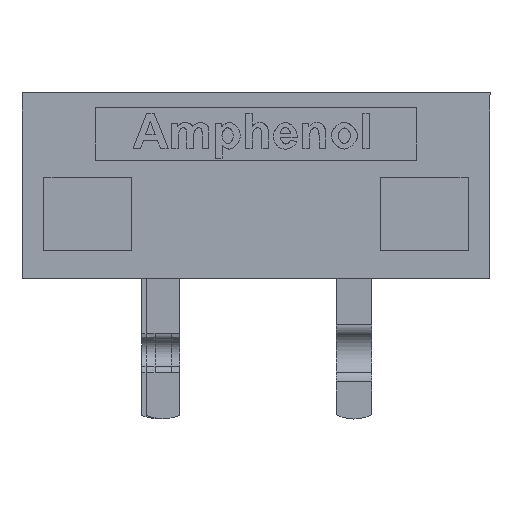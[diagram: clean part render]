
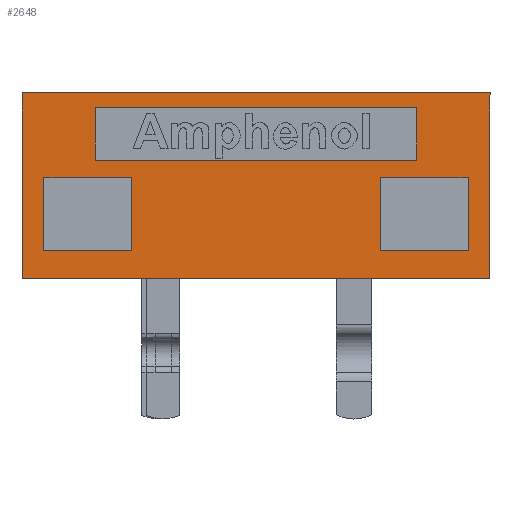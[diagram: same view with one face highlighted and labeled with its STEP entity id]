
A CAD part, left-side view. The second image highlights one B-rep face of the part: STEP entity #2648.
In plain terms, the highlighted face is planar.
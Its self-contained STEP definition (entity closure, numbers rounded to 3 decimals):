
#114 = CARTESIAN_POINT ( 'NONE',  ( -9.59, -1.269, 4.05 ) ) ;
#348 = CARTESIAN_POINT ( 'NONE',  ( 3.16, -1.269, 3.45 ) ) ;
#412 = VECTOR ( 'NONE', #10652, 1000. ) ;
#555 = CARTESIAN_POINT ( 'NONE',  ( 3.91, -1.269, 0. ) ) ;
#936 = EDGE_LOOP ( 'NONE', ( #14894, #10133, #3346, #14212 ) ) ;
#1236 = LINE ( 'NONE', #5071, #5566 ) ;
#1289 = VECTOR ( 'NONE', #9389, 1000. ) ;
#1303 = LINE ( 'NONE', #12768, #11312 ) ;
#1466 = VECTOR ( 'NONE', #6081, 1000. ) ;
#1520 = VERTEX_POINT ( 'NONE', #11301 ) ;
#1704 = EDGE_CURVE ( 'NONE', #14003, #3774, #15657, .T. ) ;
#1829 = CARTESIAN_POINT ( 'NONE',  ( 3.16, -1.269, 0.95 ) ) ;
#2028 = ORIENTED_EDGE ( 'NONE', *, *, #15542, .F. ) ;
#2051 = DIRECTION ( 'NONE',  ( 0., 0., -1. ) ) ;
#2083 = EDGE_CURVE ( 'NONE', #2663, #14566, #13242, .T. ) ;
#2093 = DIRECTION ( 'NONE',  ( 0., 0., 1. ) ) ;
#2490 = CARTESIAN_POINT ( 'NONE',  ( -11.34, -1.269, 3.45 ) ) ;
#2587 = DIRECTION ( 'NONE',  ( -1., 0., 0. ) ) ;
#2636 = EDGE_CURVE ( 'NONE', #11406, #14003, #14817, .T. ) ;
#2648 = ADVANCED_FACE ( 'NONE', ( #9973, #3457, #6093, #13715 ), #15083, .T. ) ;
#2663 = VERTEX_POINT ( 'NONE', #4649 ) ;
#2889 = ORIENTED_EDGE ( 'NONE', *, *, #13403, .T. ) ;
#2928 = EDGE_CURVE ( 'NONE', #7301, #11406, #16071, .T. ) ;
#3125 = VERTEX_POINT ( 'NONE', #2490 ) ;
#3191 = ORIENTED_EDGE ( 'NONE', *, *, #13256, .T. ) ;
#3205 = CARTESIAN_POINT ( 'NONE',  ( 1.41, -1.269, 4.05 ) ) ;
#3208 = CARTESIAN_POINT ( 'NONE',  ( -12.09, -1.269, 0. ) ) ;
#3220 = ORIENTED_EDGE ( 'NONE', *, *, #2636, .T. ) ;
#3287 = VERTEX_POINT ( 'NONE', #4501 ) ;
#3346 = ORIENTED_EDGE ( 'NONE', *, *, #12286, .T. ) ;
#3457 = FACE_BOUND ( 'NONE', #5089, .T. ) ;
#3616 = VECTOR ( 'NONE', #2051, 1000. ) ;
#3631 = DIRECTION ( 'NONE',  ( -1., 0., 0. ) ) ;
#3646 = ORIENTED_EDGE ( 'NONE', *, *, #7531, .T. ) ;
#3768 = ORIENTED_EDGE ( 'NONE', *, *, #13618, .T. ) ;
#3774 = VERTEX_POINT ( 'NONE', #8290 ) ;
#3847 = DIRECTION ( 'NONE',  ( 0., 0., -1. ) ) ;
#3893 = EDGE_CURVE ( 'NONE', #15250, #8686, #15173, .T. ) ;
#3937 = ORIENTED_EDGE ( 'NONE', *, *, #1704, .T. ) ;
#3980 = CARTESIAN_POINT ( 'NONE',  ( -9.59, -1.269, 5.85 ) ) ;
#4406 = EDGE_CURVE ( 'NONE', #4470, #6636, #1303, .T. ) ;
#4470 = VERTEX_POINT ( 'NONE', #10374 ) ;
#4501 = CARTESIAN_POINT ( 'NONE',  ( 3.91, -1.269, 6.35 ) ) ;
#4557 = DIRECTION ( 'NONE',  ( -1., 0., 0. ) ) ;
#4649 = CARTESIAN_POINT ( 'NONE',  ( 3.16, -1.269, 3.45 ) ) ;
#4711 = CARTESIAN_POINT ( 'NONE',  ( 1.41, -1.269, 4.05 ) ) ;
#4800 = LINE ( 'NONE', #12430, #1466 ) ;
#5071 = CARTESIAN_POINT ( 'NONE',  ( -12.09, -1.269, 0. ) ) ;
#5089 = EDGE_LOOP ( 'NONE', ( #3937, #3191, #8814, #3220 ) ) ;
#5294 = CARTESIAN_POINT ( 'NONE',  ( -12.09, -1.269, 0. ) ) ;
#5501 = CARTESIAN_POINT ( 'NONE',  ( 3.16, -1.269, 0.95 ) ) ;
#5566 = VECTOR ( 'NONE', #7605, 1000. ) ;
#5821 = LINE ( 'NONE', #5501, #412 ) ;
#6081 = DIRECTION ( 'NONE',  ( 0., 0., 1. ) ) ;
#6093 = FACE_BOUND ( 'NONE', #6561, .T. ) ;
#6172 = DIRECTION ( 'NONE',  ( 0., 0., -1. ) ) ;
#6358 = LINE ( 'NONE', #3980, #12053 ) ;
#6561 = EDGE_LOOP ( 'NONE', ( #15687, #2889, #8001, #12861 ) ) ;
#6636 = VERTEX_POINT ( 'NONE', #11476 ) ;
#6809 = DIRECTION ( 'NONE',  ( 0., 0., 1. ) ) ;
#6840 = LINE ( 'NONE', #13370, #1289 ) ;
#7047 = CARTESIAN_POINT ( 'NONE',  ( -12.09, -1.269, 6.35 ) ) ;
#7301 = VERTEX_POINT ( 'NONE', #16710 ) ;
#7531 = EDGE_CURVE ( 'NONE', #8532, #3287, #14984, .T. ) ;
#7605 = DIRECTION ( 'NONE',  ( 1., 0., 0. ) ) ;
#8001 = ORIENTED_EDGE ( 'NONE', *, *, #3893, .T. ) ;
#8290 = CARTESIAN_POINT ( 'NONE',  ( -9.59, -1.269, 5.85 ) ) ;
#8372 = DIRECTION ( 'NONE',  ( 0., 0., 1. ) ) ;
#8523 = VECTOR ( 'NONE', #10260, 1000. ) ;
#8532 = VERTEX_POINT ( 'NONE', #16458 ) ;
#8544 = CARTESIAN_POINT ( 'NONE',  ( 3.91, -1.269, 0. ) ) ;
#8547 = CARTESIAN_POINT ( 'NONE',  ( 0.16, -1.269, 0.95 ) ) ;
#8556 = EDGE_CURVE ( 'NONE', #1520, #4470, #6840, .T. ) ;
#8686 = VERTEX_POINT ( 'NONE', #12178 ) ;
#8800 = DIRECTION ( 'NONE',  ( 0., -1., 0. ) ) ;
#8814 = ORIENTED_EDGE ( 'NONE', *, *, #2928, .T. ) ;
#8895 = VECTOR ( 'NONE', #8372, 1000. ) ;
#9036 = VERTEX_POINT ( 'NONE', #7047 ) ;
#9384 = VECTOR ( 'NONE', #3631, 1000. ) ;
#9389 = DIRECTION ( 'NONE',  ( 0., 0., -1. ) ) ;
#9973 = FACE_OUTER_BOUND ( 'NONE', #10993, .T. ) ;
#10031 = EDGE_CURVE ( 'NONE', #3125, #1520, #11669, .T. ) ;
#10133 = ORIENTED_EDGE ( 'NONE', *, *, #4406, .T. ) ;
#10260 = DIRECTION ( 'NONE',  ( 1., 0., 0. ) ) ;
#10374 = CARTESIAN_POINT ( 'NONE',  ( -8.34, -1.269, 0.95 ) ) ;
#10499 = VECTOR ( 'NONE', #2093, 1000. ) ;
#10518 = CARTESIAN_POINT ( 'NONE',  ( -9.59, -1.269, 4.05 ) ) ;
#10596 = LINE ( 'NONE', #11714, #8523 ) ;
#10598 = VECTOR ( 'NONE', #14637, 1000. ) ;
#10652 = DIRECTION ( 'NONE',  ( -1., 0., 0. ) ) ;
#10993 = EDGE_LOOP ( 'NONE', ( #16293, #2028, #3768, #3646 ) ) ;
#11301 = CARTESIAN_POINT ( 'NONE',  ( -8.34, -1.269, 3.45 ) ) ;
#11312 = VECTOR ( 'NONE', #2587, 1000. ) ;
#11406 = VERTEX_POINT ( 'NONE', #4711 ) ;
#11476 = CARTESIAN_POINT ( 'NONE',  ( -11.34, -1.269, 0.95 ) ) ;
#11669 = LINE ( 'NONE', #14211, #13524 ) ;
#11714 = CARTESIAN_POINT ( 'NONE',  ( 0.16, -1.269, 3.45 ) ) ;
#11771 = DIRECTION ( 'NONE',  ( 1., 0., 0. ) ) ;
#11974 = VECTOR ( 'NONE', #3847, 1000. ) ;
#11988 = AXIS2_PLACEMENT_3D ( 'NONE', #8544, #8800, #6172 ) ;
#12053 = VECTOR ( 'NONE', #11771, 1000. ) ;
#12178 = CARTESIAN_POINT ( 'NONE',  ( 0.16, -1.269, 3.45 ) ) ;
#12286 = EDGE_CURVE ( 'NONE', #6636, #3125, #4800, .T. ) ;
#12430 = CARTESIAN_POINT ( 'NONE',  ( -11.34, -1.269, 0.95 ) ) ;
#12494 = CARTESIAN_POINT ( 'NONE',  ( 0.16, -1.269, 0.95 ) ) ;
#12526 = VERTEX_POINT ( 'NONE', #5294 ) ;
#12768 = CARTESIAN_POINT ( 'NONE',  ( -8.34, -1.269, 0.95 ) ) ;
#12861 = ORIENTED_EDGE ( 'NONE', *, *, #12897, .T. ) ;
#12897 = EDGE_CURVE ( 'NONE', #8686, #2663, #10596, .T. ) ;
#13242 = LINE ( 'NONE', #348, #11974 ) ;
#13256 = EDGE_CURVE ( 'NONE', #3774, #7301, #6358, .T. ) ;
#13370 = CARTESIAN_POINT ( 'NONE',  ( -8.34, -1.269, 3.45 ) ) ;
#13403 = EDGE_CURVE ( 'NONE', #14566, #15250, #5821, .T. ) ;
#13524 = VECTOR ( 'NONE', #16696, 1000. ) ;
#13596 = CARTESIAN_POINT ( 'NONE',  ( 1.41, -1.269, 5.85 ) ) ;
#13602 = VECTOR ( 'NONE', #6809, 1000. ) ;
#13618 = EDGE_CURVE ( 'NONE', #12526, #8532, #1236, .T. ) ;
#13715 = FACE_BOUND ( 'NONE', #936, .T. ) ;
#13975 = LINE ( 'NONE', #16441, #9384 ) ;
#14003 = VERTEX_POINT ( 'NONE', #10518 ) ;
#14169 = VECTOR ( 'NONE', #4557, 1000. ) ;
#14211 = CARTESIAN_POINT ( 'NONE',  ( -11.34, -1.269, 3.45 ) ) ;
#14212 = ORIENTED_EDGE ( 'NONE', *, *, #10031, .T. ) ;
#14566 = VERTEX_POINT ( 'NONE', #1829 ) ;
#14637 = DIRECTION ( 'NONE',  ( 0., 0., 1. ) ) ;
#14640 = EDGE_CURVE ( 'NONE', #3287, #9036, #13975, .T. ) ;
#14817 = LINE ( 'NONE', #3205, #14169 ) ;
#14820 = LINE ( 'NONE', #3208, #8895 ) ;
#14894 = ORIENTED_EDGE ( 'NONE', *, *, #8556, .T. ) ;
#14984 = LINE ( 'NONE', #555, #10598 ) ;
#15083 = PLANE ( 'NONE',  #11988 ) ;
#15173 = LINE ( 'NONE', #8547, #10499 ) ;
#15250 = VERTEX_POINT ( 'NONE', #12494 ) ;
#15542 = EDGE_CURVE ( 'NONE', #12526, #9036, #14820, .T. ) ;
#15657 = LINE ( 'NONE', #114, #13602 ) ;
#15687 = ORIENTED_EDGE ( 'NONE', *, *, #2083, .T. ) ;
#16071 = LINE ( 'NONE', #13596, #3616 ) ;
#16293 = ORIENTED_EDGE ( 'NONE', *, *, #14640, .T. ) ;
#16441 = CARTESIAN_POINT ( 'NONE',  ( 3.91, -1.269, 6.35 ) ) ;
#16458 = CARTESIAN_POINT ( 'NONE',  ( 3.91, -1.269, 0. ) ) ;
#16696 = DIRECTION ( 'NONE',  ( 1., 0., 0. ) ) ;
#16710 = CARTESIAN_POINT ( 'NONE',  ( 1.41, -1.269, 5.85 ) ) ;
